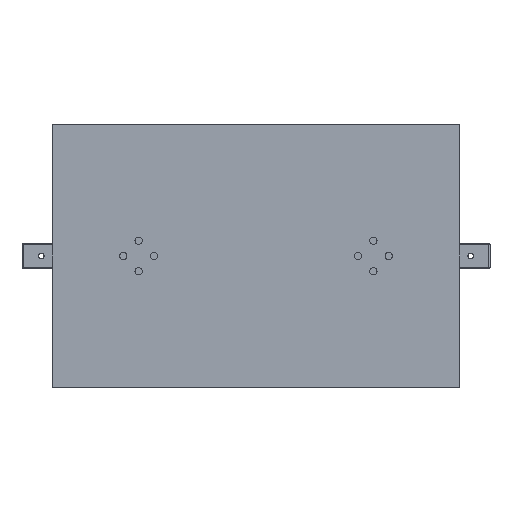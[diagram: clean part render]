
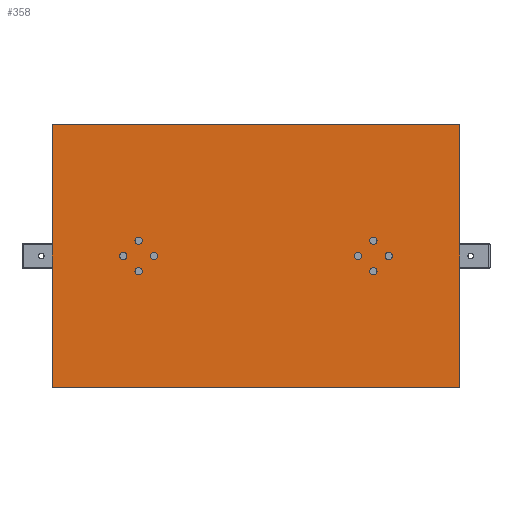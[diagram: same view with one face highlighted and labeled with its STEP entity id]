
A CAD part, front view. The second image highlights one B-rep face of the part: STEP entity #358.
In plain terms, the highlighted planar face has unit normal (0, -1, 0).
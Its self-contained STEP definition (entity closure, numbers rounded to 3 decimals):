
#358=ADVANCED_FACE('NONE',(#1045,#1046,#1047,#1048,#1049,#1050,#1051,#1052,#1053),#1054,.T.);
#1045=FACE_OUTER_BOUND('',#1815,.T.);
#1046=FACE_BOUND('',#1816,.T.);
#1047=FACE_BOUND('',#1817,.T.);
#1048=FACE_BOUND('',#1818,.T.);
#1049=FACE_BOUND('',#1819,.T.);
#1050=FACE_BOUND('',#1820,.T.);
#1051=FACE_BOUND('',#1821,.T.);
#1052=FACE_BOUND('',#1822,.T.);
#1053=FACE_BOUND('',#1823,.T.);
#1054=PLANE('',#1824);
#1815=EDGE_LOOP('',(#4072,#4073,#4074,#4075));
#1816=EDGE_LOOP('',(#4076,#4077));
#1817=EDGE_LOOP('',(#4078,#4079));
#1818=EDGE_LOOP('',(#4080,#4081));
#1819=EDGE_LOOP('',(#4082,#4083));
#1820=EDGE_LOOP('',(#4084,#4085));
#1821=EDGE_LOOP('',(#4086,#4087));
#1822=EDGE_LOOP('',(#4088,#4089));
#1823=EDGE_LOOP('',(#4090,#4091));
#1824=AXIS2_PLACEMENT_3D('',#4092,#4093,#4094);
#4072=ORIENTED_EDGE('',*,*,#5182,.F.);
#4073=ORIENTED_EDGE('',*,*,#5183,.T.);
#4074=ORIENTED_EDGE('',*,*,#5173,.F.);
#4075=ORIENTED_EDGE('',*,*,#5179,.F.);
#4076=ORIENTED_EDGE('',*,*,#5184,.F.);
#4077=ORIENTED_EDGE('',*,*,#5159,.F.);
#4078=ORIENTED_EDGE('',*,*,#5185,.F.);
#4079=ORIENTED_EDGE('',*,*,#5163,.F.);
#4080=ORIENTED_EDGE('',*,*,#5186,.F.);
#4081=ORIENTED_EDGE('',*,*,#5167,.F.);
#4082=ORIENTED_EDGE('',*,*,#5187,.F.);
#4083=ORIENTED_EDGE('',*,*,#5171,.F.);
#4084=ORIENTED_EDGE('',*,*,#5143,.T.);
#4085=ORIENTED_EDGE('',*,*,#5188,.T.);
#4086=ORIENTED_EDGE('',*,*,#5147,.T.);
#4087=ORIENTED_EDGE('',*,*,#5189,.T.);
#4088=ORIENTED_EDGE('',*,*,#5151,.T.);
#4089=ORIENTED_EDGE('',*,*,#5190,.T.);
#4090=ORIENTED_EDGE('',*,*,#5155,.T.);
#4091=ORIENTED_EDGE('',*,*,#5191,.T.);
#4092=CARTESIAN_POINT('',(0.0,-15.0,0.0));
#4093=DIRECTION('',(0.0,-1.0,0.0));
#4094=DIRECTION('',(0.0,0.0,-1.0));
#5143=EDGE_CURVE('NONE',#6353,#6351,#6354,.T.);
#5147=EDGE_CURVE('NONE',#6361,#6359,#6362,.T.);
#5151=EDGE_CURVE('NONE',#6369,#6367,#6370,.T.);
#5155=EDGE_CURVE('NONE',#6377,#6375,#6378,.T.);
#5159=EDGE_CURVE('NONE',#6383,#6385,#6386,.T.);
#5163=EDGE_CURVE('NONE',#6391,#6393,#6394,.T.);
#5167=EDGE_CURVE('NONE',#6399,#6401,#6402,.T.);
#5171=EDGE_CURVE('NONE',#6407,#6409,#6410,.T.);
#5173=EDGE_CURVE('NONE',#6412,#6413,#6414,.T.);
#5179=EDGE_CURVE('NONE',#6422,#6412,#6424,.T.);
#5182=EDGE_CURVE('NONE',#6427,#6422,#6429,.T.);
#5183=EDGE_CURVE('NONE',#6427,#6413,#6430,.T.);
#5184=EDGE_CURVE('NONE',#6385,#6383,#6431,.T.);
#5185=EDGE_CURVE('NONE',#6393,#6391,#6432,.T.);
#5186=EDGE_CURVE('NONE',#6401,#6399,#6433,.T.);
#5187=EDGE_CURVE('NONE',#6409,#6407,#6434,.T.);
#5188=EDGE_CURVE('NONE',#6351,#6353,#6435,.T.);
#5189=EDGE_CURVE('NONE',#6359,#6361,#6436,.T.);
#5190=EDGE_CURVE('NONE',#6367,#6369,#6437,.T.);
#5191=EDGE_CURVE('NONE',#6375,#6377,#6438,.T.);
#6351=VERTEX_POINT('NONE',#7919);
#6353=VERTEX_POINT('NONE',#7922);
#6354=CIRCLE('',#7923,6.25);
#6359=VERTEX_POINT('NONE',#7929);
#6361=VERTEX_POINT('NONE',#7932);
#6362=CIRCLE('',#7933,6.25);
#6367=VERTEX_POINT('NONE',#7939);
#6369=VERTEX_POINT('NONE',#7942);
#6370=CIRCLE('',#7943,6.25);
#6375=VERTEX_POINT('NONE',#7949);
#6377=VERTEX_POINT('NONE',#7952);
#6378=CIRCLE('',#7953,6.25);
#6383=VERTEX_POINT('NONE',#7959);
#6385=VERTEX_POINT('NONE',#7962);
#6386=CIRCLE('',#7963,6.25);
#6391=VERTEX_POINT('NONE',#7969);
#6393=VERTEX_POINT('NONE',#7972);
#6394=CIRCLE('',#7973,6.25);
#6399=VERTEX_POINT('NONE',#7979);
#6401=VERTEX_POINT('NONE',#7982);
#6402=CIRCLE('',#7983,6.25);
#6407=VERTEX_POINT('NONE',#7989);
#6409=VERTEX_POINT('NONE',#7992);
#6410=CIRCLE('',#7993,6.25);
#6412=VERTEX_POINT('NONE',#7996);
#6413=VERTEX_POINT('NONE',#7997);
#6414=LINE('',#7998,#7999);
#6422=VERTEX_POINT('NONE',#8011);
#6424=LINE('',#8014,#8015);
#6427=VERTEX_POINT('NONE',#8019);
#6429=LINE('',#8022,#8023);
#6430=LINE('',#8024,#8025);
#6431=CIRCLE('',#8026,6.25);
#6432=CIRCLE('',#8027,6.25);
#6433=CIRCLE('',#8028,6.25);
#6434=CIRCLE('',#8029,6.25);
#6435=CIRCLE('',#8030,6.25);
#6436=CIRCLE('',#8031,6.25);
#6437=CIRCLE('',#8032,6.25);
#6438=CIRCLE('',#8033,6.25);
#7919=CARTESIAN_POINT('',(403.522,-15.0,32.5));
#7922=CARTESIAN_POINT('',(403.522,-15.0,20.0));
#7923=AXIS2_PLACEMENT_3D('',#9608,#9609,#9610);
#7929=CARTESIAN_POINT('',(377.272,-15.0,6.25));
#7932=CARTESIAN_POINT('',(377.272,-15.0,-6.25));
#7933=AXIS2_PLACEMENT_3D('',#9616,#9617,#9618);
#7939=CARTESIAN_POINT('',(403.522,-15.0,-20.0));
#7942=CARTESIAN_POINT('',(403.522,-15.0,-32.5));
#7943=AXIS2_PLACEMENT_3D('',#9624,#9625,#9626);
#7949=CARTESIAN_POINT('',(429.772,-15.0,6.25));
#7952=CARTESIAN_POINT('',(429.772,-15.0,-6.25));
#7953=AXIS2_PLACEMENT_3D('',#9632,#9633,#9634);
#7959=CARTESIAN_POINT('',(0.286,-15.0,32.5));
#7962=CARTESIAN_POINT('',(0.286,-15.0,20.0));
#7963=AXIS2_PLACEMENT_3D('',#9640,#9641,#9642);
#7969=CARTESIAN_POINT('',(26.536,-15.0,6.25));
#7972=CARTESIAN_POINT('',(26.536,-15.0,-6.25));
#7973=AXIS2_PLACEMENT_3D('',#9648,#9649,#9650);
#7979=CARTESIAN_POINT('',(0.286,-15.0,-20.0));
#7982=CARTESIAN_POINT('',(0.286,-15.0,-32.5));
#7983=AXIS2_PLACEMENT_3D('',#9656,#9657,#9658);
#7989=CARTESIAN_POINT('',(-25.964,-15.0,6.25));
#7992=CARTESIAN_POINT('',(-25.964,-15.0,-6.25));
#7993=AXIS2_PLACEMENT_3D('',#9664,#9665,#9666);
#7996=CARTESIAN_POINT('',(-148.096,-15.0,225.0));
#7997=CARTESIAN_POINT('',(551.904,-15.0,225.0));
#7998=CARTESIAN_POINT('',(-148.096,-15.0,225.0));
#7999=VECTOR('',#9668,1000.0);
#8011=CARTESIAN_POINT('',(-148.096,-15.0,-225.0));
#8014=CARTESIAN_POINT('',(-148.096,-15.0,225.0));
#8015=VECTOR('',#9674,1000.0);
#8019=CARTESIAN_POINT('',(551.904,-15.0,-225.0));
#8022=CARTESIAN_POINT('',(-148.096,-15.0,-225.0));
#8023=VECTOR('',#9677,1000.0);
#8024=CARTESIAN_POINT('',(551.904,-15.0,225.0));
#8025=VECTOR('',#9678,1000.0);
#8026=AXIS2_PLACEMENT_3D('',#9679,#9680,#9681);
#8027=AXIS2_PLACEMENT_3D('',#9682,#9683,#9684);
#8028=AXIS2_PLACEMENT_3D('',#9685,#9686,#9687);
#8029=AXIS2_PLACEMENT_3D('',#9688,#9689,#9690);
#8030=AXIS2_PLACEMENT_3D('',#9691,#9692,#9693);
#8031=AXIS2_PLACEMENT_3D('',#9694,#9695,#9696);
#8032=AXIS2_PLACEMENT_3D('',#9697,#9698,#9699);
#8033=AXIS2_PLACEMENT_3D('',#9700,#9701,#9702);
#9608=CARTESIAN_POINT('',(403.522,-15.0,26.25));
#9609=DIRECTION('',(0.0,1.0,0.0));
#9610=DIRECTION('',(0.0,0.0,-1.0));
#9616=CARTESIAN_POINT('',(377.272,-15.0,0.));
#9617=DIRECTION('',(0.0,1.0,0.0));
#9618=DIRECTION('',(0.0,0.0,-1.0));
#9624=CARTESIAN_POINT('',(403.522,-15.0,-26.25));
#9625=DIRECTION('',(0.0,1.0,0.0));
#9626=DIRECTION('',(0.0,0.0,-1.0));
#9632=CARTESIAN_POINT('',(429.772,-15.0,0.));
#9633=DIRECTION('',(0.0,1.0,0.0));
#9634=DIRECTION('',(0.0,0.0,-1.0));
#9640=CARTESIAN_POINT('',(0.286,-15.0,26.25));
#9641=DIRECTION('',(0.0,-1.0,0.0));
#9642=DIRECTION('',(0.0,0.0,-1.0));
#9648=CARTESIAN_POINT('',(26.536,-15.0,0.));
#9649=DIRECTION('',(0.0,-1.0,0.0));
#9650=DIRECTION('',(0.0,0.0,-1.0));
#9656=CARTESIAN_POINT('',(0.286,-15.0,-26.25));
#9657=DIRECTION('',(0.0,-1.0,0.0));
#9658=DIRECTION('',(0.0,0.0,-1.0));
#9664=CARTESIAN_POINT('',(-25.964,-15.0,0.));
#9665=DIRECTION('',(0.0,-1.0,0.0));
#9666=DIRECTION('',(0.0,0.0,-1.0));
#9668=DIRECTION('',(1.0,0.0,0.0));
#9674=DIRECTION('',(-0.0,-0.0,1.0));
#9677=DIRECTION('',(-1.0,-0.0,-0.0));
#9678=DIRECTION('',(0.0,0.0,1.0));
#9679=CARTESIAN_POINT('',(0.286,-15.0,26.25));
#9680=DIRECTION('',(0.0,-1.0,0.0));
#9681=DIRECTION('',(0.0,0.0,-1.0));
#9682=CARTESIAN_POINT('',(26.536,-15.0,0.));
#9683=DIRECTION('',(0.0,-1.0,0.0));
#9684=DIRECTION('',(0.0,0.0,-1.0));
#9685=CARTESIAN_POINT('',(0.286,-15.0,-26.25));
#9686=DIRECTION('',(0.0,-1.0,0.0));
#9687=DIRECTION('',(0.0,0.0,-1.0));
#9688=CARTESIAN_POINT('',(-25.964,-15.0,0.));
#9689=DIRECTION('',(0.0,-1.0,0.0));
#9690=DIRECTION('',(0.0,0.0,-1.0));
#9691=CARTESIAN_POINT('',(403.522,-15.0,26.25));
#9692=DIRECTION('',(0.0,1.0,0.0));
#9693=DIRECTION('',(0.0,0.0,-1.0));
#9694=CARTESIAN_POINT('',(377.272,-15.0,0.));
#9695=DIRECTION('',(0.0,1.0,0.0));
#9696=DIRECTION('',(0.0,0.0,-1.0));
#9697=CARTESIAN_POINT('',(403.522,-15.0,-26.25));
#9698=DIRECTION('',(0.0,1.0,0.0));
#9699=DIRECTION('',(0.0,0.0,-1.0));
#9700=CARTESIAN_POINT('',(429.772,-15.0,0.));
#9701=DIRECTION('',(0.0,1.0,0.0));
#9702=DIRECTION('',(0.0,0.0,-1.0));
